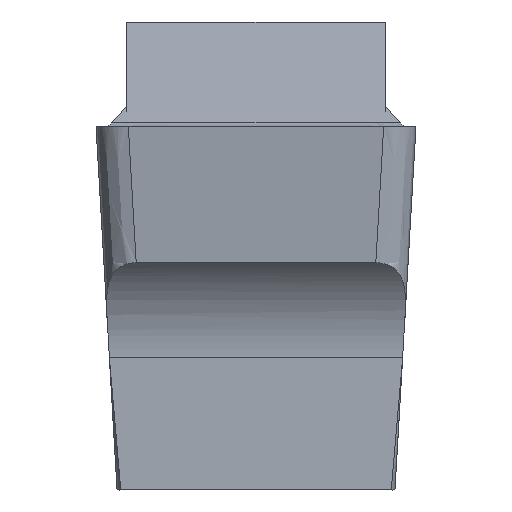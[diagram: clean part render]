
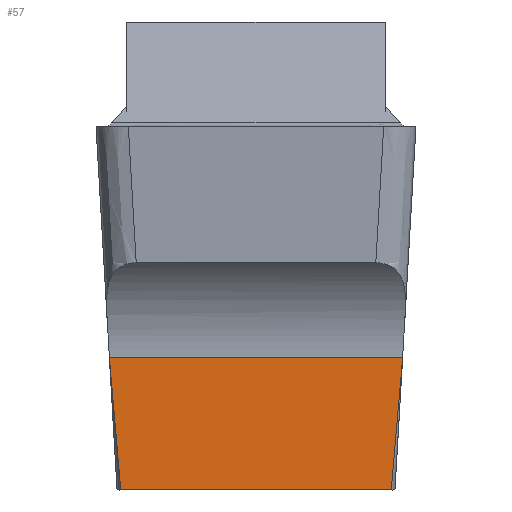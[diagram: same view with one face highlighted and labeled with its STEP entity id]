
A CAD part, front view. The second image highlights one B-rep face of the part: STEP entity #57.
In plain terms, the highlighted planar face has unit normal (0, -1, 0).
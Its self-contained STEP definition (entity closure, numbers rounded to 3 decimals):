
#57=ADVANCED_FACE('SIDE_IB_1_SU3',(#113),#92,.F.);
#92=PLANE('',#740);
#113=FACE_OUTER_BOUND('',#149,.T.);
#149=EDGE_LOOP('',(#289,#290,#291,#292));
#186=LINE('',#985,#232);
#187=LINE('',#995,#233);
#232=VECTOR('',#779,1.);
#233=VECTOR('',#780,1.);
#289=ORIENTED_EDGE('',*,*,#560,.F.);
#290=ORIENTED_EDGE('',*,*,#561,.F.);
#291=ORIENTED_EDGE('',*,*,#562,.F.);
#292=ORIENTED_EDGE('',*,*,#563,.F.);
#491=VERTEX_POINT('',#983);
#492=VERTEX_POINT('',#984);
#493=VERTEX_POINT('',#986);
#494=VERTEX_POINT('',#994);
#560=EDGE_CURVE('',#491,#492,#657,.T.);
#561=EDGE_CURVE('',#493,#491,#186,.T.);
#562=EDGE_CURVE('',#494,#493,#658,.T.);
#563=EDGE_CURVE('',#492,#494,#187,.T.);
#657=B_SPLINE_CURVE_WITH_KNOTS('',3,(#976,#977,#978,#979,#980,#981,#982),
 .UNSPECIFIED.,.F.,.F.,(4,3,4),(0.,0.478,1.),.UNSPECIFIED.);
#658=B_SPLINE_CURVE_WITH_KNOTS('',3,(#987,#988,#989,#990,#991,#992,#993),
 .UNSPECIFIED.,.F.,.F.,(4,3,4),(0.,0.482,1.),.UNSPECIFIED.);
#740=AXIS2_PLACEMENT_3D('',#996,#781,#782);
#779=DIRECTION('',(1.,0.,0.));
#780=DIRECTION('',(-1.,0.,0.));
#781=DIRECTION('',(0.,1.,0.));
#782=DIRECTION('',(0.,0.,1.));
#976=CARTESIAN_POINT('',(1.815,-12.334,-2.851));
#977=CARTESIAN_POINT('',(1.801,-12.334,-3.113));
#978=CARTESIAN_POINT('',(1.783,-12.334,-3.376));
#979=CARTESIAN_POINT('',(1.761,-12.334,-3.638));
#980=CARTESIAN_POINT('',(1.737,-12.334,-3.924));
#981=CARTESIAN_POINT('',(1.708,-12.334,-4.21));
#982=CARTESIAN_POINT('',(1.673,-12.334,-4.495));
#983=CARTESIAN_POINT('',(1.815,-12.334,-2.851));
#984=CARTESIAN_POINT('',(1.673,-12.334,-4.495));
#985=CARTESIAN_POINT('',(5.,-12.334,-2.851));
#986=CARTESIAN_POINT('',(-1.815,-12.334,-2.851));
#987=CARTESIAN_POINT('',(-1.673,-12.334,-4.495));
#988=CARTESIAN_POINT('',(-1.706,-12.334,-4.232));
#989=CARTESIAN_POINT('',(-1.733,-12.334,-3.968));
#990=CARTESIAN_POINT('',(-1.756,-12.334,-3.703));
#991=CARTESIAN_POINT('',(-1.78,-12.334,-3.419));
#992=CARTESIAN_POINT('',(-1.8,-12.334,-3.135));
#993=CARTESIAN_POINT('',(-1.815,-12.334,-2.851));
#994=CARTESIAN_POINT('',(-1.673,-12.334,-4.495));
#995=CARTESIAN_POINT('',(-1.92,-12.334,-4.495));
#996=CARTESIAN_POINT('',(-1.92,-12.334,-5.995));
